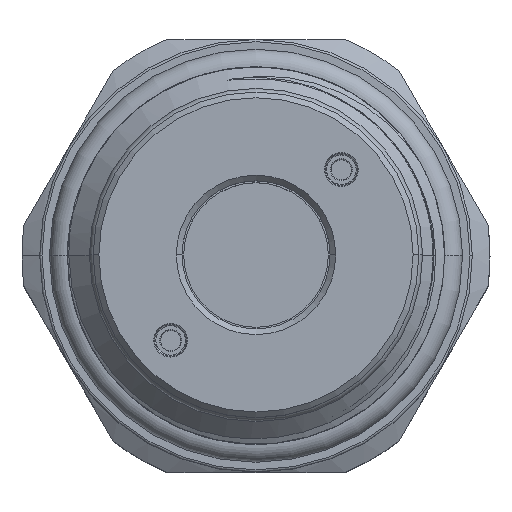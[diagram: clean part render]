
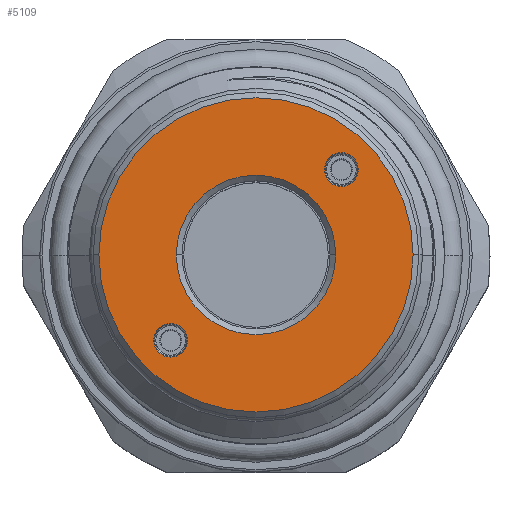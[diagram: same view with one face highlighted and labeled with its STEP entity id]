
A CAD part, top view. The second image highlights one B-rep face of the part: STEP entity #5109.
In plain terms, the highlighted planar face has unit normal (0, 0, 1).
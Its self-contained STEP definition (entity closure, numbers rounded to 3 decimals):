
#89 = AXIS2_PLACEMENT_3D ( 'NONE', #5527, #4417, #1900 ) ;
#277 = CARTESIAN_POINT ( 'NONE',  ( -7.495, -6.015, 0. ) ) ;
#358 = VERTEX_POINT ( 'NONE', #9367 ) ;
#440 = EDGE_LOOP ( 'NONE', ( #13011, #14677 ) ) ;
#1010 = EDGE_CURVE ( 'NONE', #358, #3432, #2481, .T. ) ;
#1126 = CARTESIAN_POINT ( 'NONE',  ( 13.8, 0., 0. ) ) ;
#1304 = EDGE_LOOP ( 'NONE', ( #3614, #5166 ) ) ;
#1648 = DIRECTION ( 'NONE',  ( 0., 0., 1. ) ) ;
#1675 = CARTESIAN_POINT ( 'NONE',  ( 7., 0., 0. ) ) ;
#1870 = EDGE_CURVE ( 'NONE', #9325, #5509, #7764, .T. ) ;
#1900 = DIRECTION ( 'NONE',  ( 1., 0., 0. ) ) ;
#1941 = EDGE_CURVE ( 'NONE', #8126, #3627, #10767, .T. ) ;
#2331 = CARTESIAN_POINT ( 'NONE',  ( 7.495, 6.015, 0. ) ) ;
#2345 = EDGE_CURVE ( 'NONE', #9166, #14057, #12815, .T. ) ;
#2481 = CIRCLE ( 'NONE', #15483, 1.48 ) ;
#2503 = AXIS2_PLACEMENT_3D ( 'NONE', #14799, #3911, #7643 ) ;
#2770 = CARTESIAN_POINT ( 'NONE',  ( 0., 0., 0. ) ) ;
#2846 = ORIENTED_EDGE ( 'NONE', *, *, #2345, .T. ) ;
#3076 = CARTESIAN_POINT ( 'NONE',  ( -7.495, -8.976, 0. ) ) ;
#3137 = DIRECTION ( 'NONE',  ( 0., 1., 0. ) ) ;
#3278 = ORIENTED_EDGE ( 'NONE', *, *, #5101, .T. ) ;
#3432 = VERTEX_POINT ( 'NONE', #2331 ) ;
#3525 = CIRCLE ( 'NONE', #13393, 7. ) ;
#3614 = ORIENTED_EDGE ( 'NONE', *, *, #5811, .T. ) ;
#3627 = VERTEX_POINT ( 'NONE', #7666 ) ;
#3911 = DIRECTION ( 'NONE',  ( 0., 0., -1. ) ) ;
#4417 = DIRECTION ( 'NONE',  ( 0., 0., 1. ) ) ;
#4573 = DIRECTION ( 'NONE',  ( 1., 0., 0. ) ) ;
#4800 = CARTESIAN_POINT ( 'NONE',  ( -7., 0., 0. ) ) ;
#4934 = FACE_BOUND ( 'NONE', #11843, .T. ) ;
#5101 = EDGE_CURVE ( 'NONE', #14057, #9166, #7981, .T. ) ;
#5109 = ADVANCED_FACE ( 'NONE', ( #13983, #5326, #8150, #4934 ), #5191, .T. ) ;
#5166 = ORIENTED_EDGE ( 'NONE', *, *, #1941, .T. ) ;
#5191 = PLANE ( 'NONE',  #11477 ) ;
#5305 = CARTESIAN_POINT ( 'NONE',  ( 7.495, 7.495, 0. ) ) ;
#5326 = FACE_BOUND ( 'NONE', #440, .T. ) ;
#5509 = VERTEX_POINT ( 'NONE', #4800 ) ;
#5527 = CARTESIAN_POINT ( 'NONE',  ( 0., 0., 0. ) ) ;
#5610 = DIRECTION ( 'NONE',  ( 0., 0., -1. ) ) ;
#5811 = EDGE_CURVE ( 'NONE', #3627, #8126, #13416, .T. ) ;
#6116 = EDGE_LOOP ( 'NONE', ( #7011, #15491 ) ) ;
#6320 = DIRECTION ( 'NONE',  ( 0., 0., 1. ) ) ;
#6443 = DIRECTION ( 'NONE',  ( 0., 0., -1. ) ) ;
#6827 = DIRECTION ( 'NONE',  ( 0., 1., 0. ) ) ;
#6854 = DIRECTION ( 'NONE',  ( 0., 0., -1. ) ) ;
#6916 = CARTESIAN_POINT ( 'NONE',  ( 0., 0., 0. ) ) ;
#7011 = ORIENTED_EDGE ( 'NONE', *, *, #15186, .T. ) ;
#7643 = DIRECTION ( 'NONE',  ( 0., -1., 0. ) ) ;
#7666 = CARTESIAN_POINT ( 'NONE',  ( -13.8, 0., 0. ) ) ;
#7764 = CIRCLE ( 'NONE', #8225, 7. ) ;
#7981 = CIRCLE ( 'NONE', #2503, 1.48 ) ;
#8126 = VERTEX_POINT ( 'NONE', #1126 ) ;
#8150 = FACE_OUTER_BOUND ( 'NONE', #1304, .T. ) ;
#8225 = AXIS2_PLACEMENT_3D ( 'NONE', #11214, #6443, #9944 ) ;
#8647 = AXIS2_PLACEMENT_3D ( 'NONE', #8839, #1648, #10060 ) ;
#8839 = CARTESIAN_POINT ( 'NONE',  ( 0., 0., 0. ) ) ;
#9154 = CARTESIAN_POINT ( 'NONE',  ( 7.495, 7.495, 0. ) ) ;
#9166 = VERTEX_POINT ( 'NONE', #277 ) ;
#9325 = VERTEX_POINT ( 'NONE', #1675 ) ;
#9367 = CARTESIAN_POINT ( 'NONE',  ( 7.495, 8.976, 0. ) ) ;
#9932 = CIRCLE ( 'NONE', #12187, 1.48 ) ;
#9944 = DIRECTION ( 'NONE',  ( 1., 0., 0. ) ) ;
#10060 = DIRECTION ( 'NONE',  ( 1., 0., 0. ) ) ;
#10320 = DIRECTION ( 'NONE',  ( 0., 0., -1. ) ) ;
#10613 = CARTESIAN_POINT ( 'NONE',  ( -7.495, -7.495, 0. ) ) ;
#10652 = AXIS2_PLACEMENT_3D ( 'NONE', #10613, #6854, #10661 ) ;
#10661 = DIRECTION ( 'NONE',  ( 0., -1., 0. ) ) ;
#10767 = CIRCLE ( 'NONE', #8647, 13.8 ) ;
#11214 = CARTESIAN_POINT ( 'NONE',  ( 0., 0., 0. ) ) ;
#11477 = AXIS2_PLACEMENT_3D ( 'NONE', #2770, #6320, #14706 ) ;
#11767 = DIRECTION ( 'NONE',  ( 0., 0., -1. ) ) ;
#11843 = EDGE_LOOP ( 'NONE', ( #2846, #3278 ) ) ;
#12187 = AXIS2_PLACEMENT_3D ( 'NONE', #9154, #10320, #6827 ) ;
#12815 = CIRCLE ( 'NONE', #10652, 1.48 ) ;
#13011 = ORIENTED_EDGE ( 'NONE', *, *, #1870, .T. ) ;
#13393 = AXIS2_PLACEMENT_3D ( 'NONE', #6916, #11767, #4573 ) ;
#13416 = CIRCLE ( 'NONE', #89, 13.8 ) ;
#13453 = EDGE_CURVE ( 'NONE', #5509, #9325, #3525, .T. ) ;
#13983 = FACE_BOUND ( 'NONE', #6116, .T. ) ;
#14057 = VERTEX_POINT ( 'NONE', #3076 ) ;
#14677 = ORIENTED_EDGE ( 'NONE', *, *, #13453, .T. ) ;
#14706 = DIRECTION ( 'NONE',  ( 1., 0., 0. ) ) ;
#14799 = CARTESIAN_POINT ( 'NONE',  ( -7.495, -7.495, 0. ) ) ;
#15186 = EDGE_CURVE ( 'NONE', #3432, #358, #9932, .T. ) ;
#15483 = AXIS2_PLACEMENT_3D ( 'NONE', #5305, #5610, #3137 ) ;
#15491 = ORIENTED_EDGE ( 'NONE', *, *, #1010, .T. ) ;
